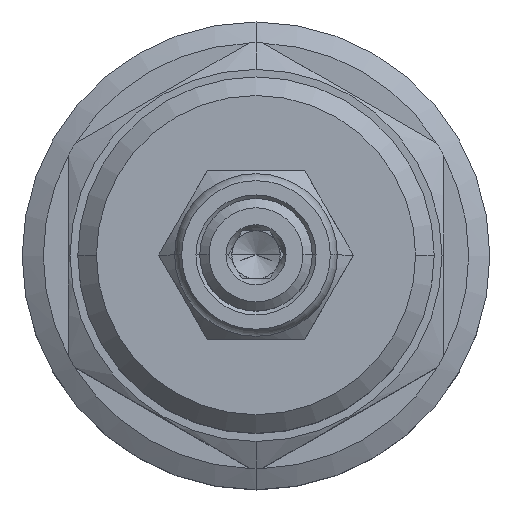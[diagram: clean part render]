
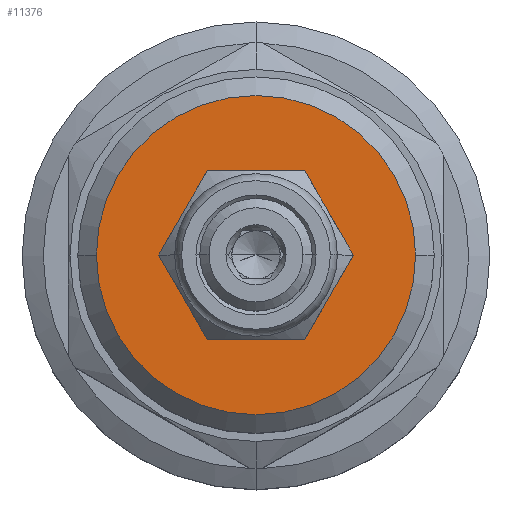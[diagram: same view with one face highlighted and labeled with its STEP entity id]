
A CAD part, top view. The second image highlights one B-rep face of the part: STEP entity #11376.
In plain terms, the highlighted planar face has unit normal (0, 0, 1).
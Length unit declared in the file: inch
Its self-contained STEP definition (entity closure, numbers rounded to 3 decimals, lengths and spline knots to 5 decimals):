
#4467=CARTESIAN_POINT('',(0.,0.,1.94));
#4468=DIRECTION('',(0.,0.,1.));
#4469=DIRECTION('',(-1.,0.,0.));
#4470=AXIS2_PLACEMENT_3D('',#4467,#4468,#4469);
#4485=CARTESIAN_POINT('',(0.,0.,1.94));
#4486=DIRECTION('',(0.,0.,1.));
#4487=DIRECTION('',(-1.,0.,0.));
#4488=AXIS2_PLACEMENT_3D('',#4485,#4486,#4487);
#4490=CARTESIAN_POINT('',(0.,0.,1.94));
#4491=DIRECTION('',(0.,0.,1.));
#4492=DIRECTION('',(1.,0.,0.));
#4493=AXIS2_PLACEMENT_3D('',#4490,#4491,#4492);
#4495=CARTESIAN_POINT('',(0.,0.,1.94));
#4496=DIRECTION('',(0.,0.,-1.));
#4497=DIRECTION('',(-1.,0.,0.));
#4498=AXIS2_PLACEMENT_3D('',#4495,#4496,#4497);
#5695=CARTESIAN_POINT('',(-0.532,0.,1.94));
#5696=CARTESIAN_POINT('',(0.532,0.,1.94));
#5697=VERTEX_POINT('',#5695);
#5698=VERTEX_POINT('',#5696);
#6077=CARTESIAN_POINT('',(-0.271,0.,1.94));
#6078=CARTESIAN_POINT('',(0.271,0.,1.94));
#6079=VERTEX_POINT('',#6077);
#6080=VERTEX_POINT('',#6078);
#11360=CARTESIAN_POINT('',(0.,0.,1.94));
#11361=DIRECTION('',(0.,0.,-1.));
#11362=DIRECTION('',(1.,0.,0.));
#11363=AXIS2_PLACEMENT_3D('',#11360,#11361,#11362);
#11364=PLANE('',#11363);
#11365=ORIENTED_EDGE('',*,*,#11350,.F.);
#11367=ORIENTED_EDGE('',*,*,#11366,.T.);
#11368=EDGE_LOOP('',(#11365,#11367));
#11369=FACE_OUTER_BOUND('',#11368,.F.);
#11371=ORIENTED_EDGE('',*,*,#11370,.T.);
#11373=ORIENTED_EDGE('',*,*,#11372,.T.);
#11374=EDGE_LOOP('',(#11371,#11373));
#11375=FACE_BOUND('',#11374,.F.);
#11376=ADVANCED_FACE('',(#11369,#11375),#11364,.F.);
#4471=CIRCLE('',#4470,0.532);
#4489=CIRCLE('',#4488,0.271);
#4494=CIRCLE('',#4493,0.271);
#4499=CIRCLE('',#4498,0.532);
#11350=EDGE_CURVE('',#5697,#5698,#4471,.T.);
#11366=EDGE_CURVE('',#5697,#5698,#4499,.T.);
#11370=EDGE_CURVE('',#6079,#6080,#4489,.T.);
#11372=EDGE_CURVE('',#6080,#6079,#4494,.T.);
